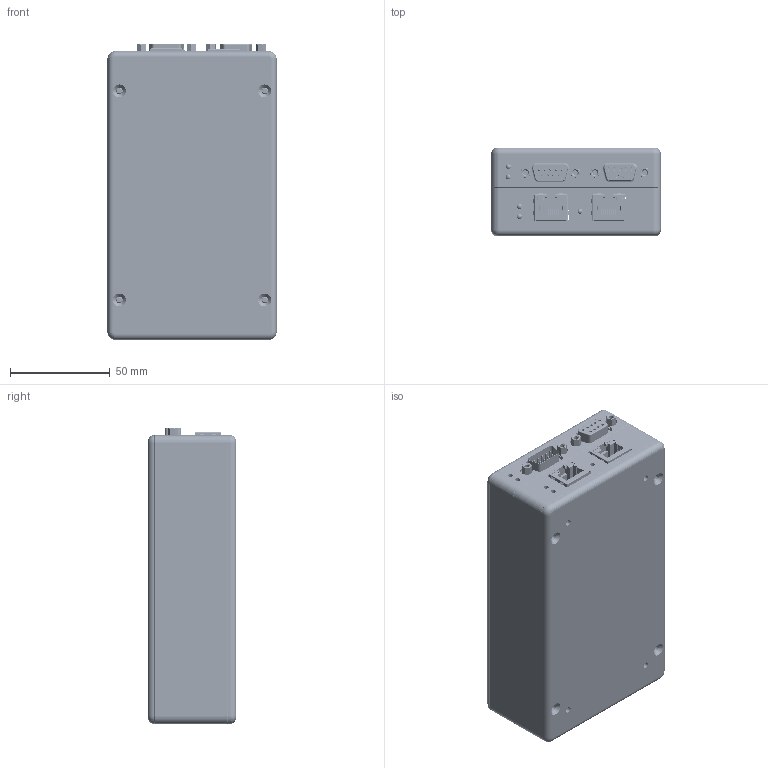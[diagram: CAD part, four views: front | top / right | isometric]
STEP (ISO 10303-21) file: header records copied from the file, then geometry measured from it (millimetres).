
FILE_DESCRIPTION (( 'STEP AP214' ), '1' );
FILE_NAME ('MMC-Ethernet-C.STEP', '2023-07-10T16:10:38', ( '' ), ( '' ), 'SwSTEP 2.0', 'SolidWorks 2023', '' );
FILE_SCHEMA (( 'AUTOMOTIVE_DESIGN' ));
Length unit declared in the file: millimetre
Products named in the file (25): CUI_DEVICES_PJ-002AH-SMT-TR; 430222-B Module 2U Cover Female; c-1734035-2-f; SCREW, SHCS-F, M-DIN_M3 x 0.5 x 08mm; 410014 PCB, Assembled, MMC-100_Intermediate Board; D-sub 9 Male-SMT; 430221-C Module 2U Cover Male; MMC-Ethernet-C; MMC-100_Top Controller - Stack; 955012661; Samtec-TSM-125-01-L-DV; RJ-11 955012641; CUI MD-80S_MD-80S; D-sub 9 Female-SMT; 934CB; JK0-0177NL; LED 2H - WP130WCP; USB mini; 431504 MMC-Ethernet, Housing Frame; 130008 D-sub Standoff; 130WCP; MMC PCB- Ethernet_MMC-Ethernet ; PCB (MMC-100); CUI-PJ-002B-SMT_PJ-002B-SMT; 430220-E Module 2U, Housing Frame
Assembly tree (36 placements, depth 4):
  MMC-Ethernet-C
    431504 MMC-Ethernet, Housing Frame
    430222-B Module 2U Cover Female
    SCREW, SHCS-F, M-DIN_M3 x 0.5 x 08mm  x4
    CUI_DEVICES_PJ-002AH-SMT-TR
    934CB
    130WCP
    JK0-0177NL  x2
    955012661  x2
    c-1734035-2-f
    MMC PCB- Ethernet_MMC-Ethernet 
    MMC-100_Top Controller - Stack
      430220-E Module 2U, Housing Frame
      430221-C Module 2U Cover Male
      SCREW, SHCS-F, M-DIN_M3 x 0.5 x 08mm  x4
      130008 D-sub Standoff  x4
      410014 PCB, Assembled, MMC-100_Intermediate Board
        CUI MD-80S_MD-80S
        CUI-PJ-002B-SMT_PJ-002B-SMT
        RJ-11 955012641
        USB mini
        D-sub 9 Male-SMT
        D-sub 9 Female-SMT
        LED 2H - WP130WCP
        Samtec-TSM-125-01-L-DV
        PCB (MMC-100)
Bounding box: 85 x 44.27 x 148.5 mm (x, y, z)
Volume: 181196.6 mm3; surface area: 179410.7 mm2
Topology: 82 solids, 84 shells, 8931 faces, 23947 edges, 15552 vertices
Faces by surface type: plane 6350, cylinder 2012, bspline 286, cone 162, torus 71, sphere 50
Entity records: 224817 total; most frequent: CARTESIAN_POINT 52736, ORIENTED_EDGE 36342, DIRECTION 33657, EDGE_CURVE 18171, VECTOR 14321, LINE 14321, VERTEX_POINT 11809, AXIS2_PLACEMENT_3D 9668
